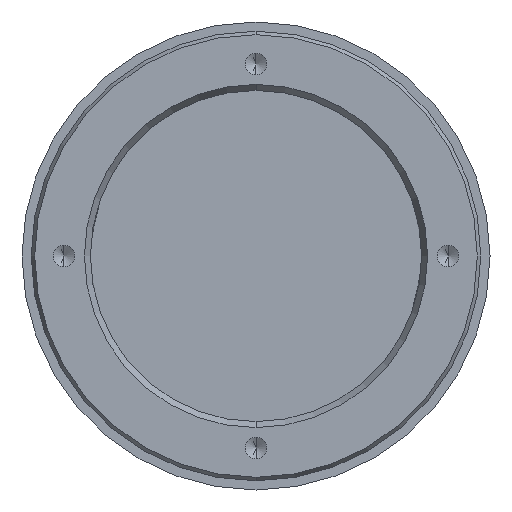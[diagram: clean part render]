
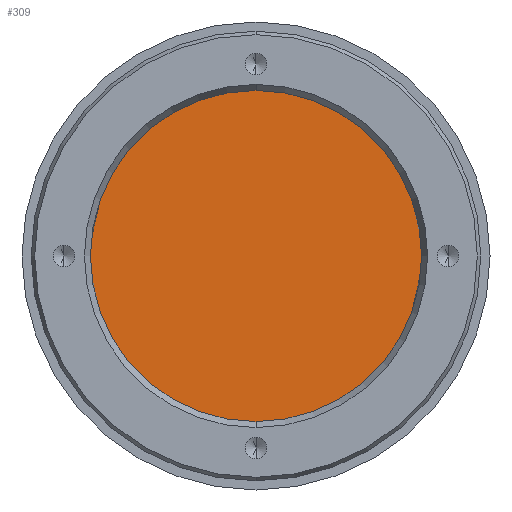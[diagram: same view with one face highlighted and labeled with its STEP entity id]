
A CAD part, front view. The second image highlights one B-rep face of the part: STEP entity #309.
In plain terms, the highlighted planar face has unit normal (0, -1, 0).
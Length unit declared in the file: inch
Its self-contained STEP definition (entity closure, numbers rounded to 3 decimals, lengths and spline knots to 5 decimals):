
#100 = CARTESIAN_POINT ( 'NONE',  ( 0., 1.1375, 0. ) ) ;
#227 = AXIS2_PLACEMENT_3D ( 'NONE', #100, #1733, #1055 ) ;
#285 = DIRECTION ( 'NONE',  ( 0., -1., 0. ) ) ;
#294 = ORIENTED_EDGE ( 'NONE', *, *, #427, .T. ) ;
#309 = ADVANCED_FACE ( 'NONE', ( #310 ), #1394, .F. ) ;
#310 = FACE_OUTER_BOUND ( 'NONE', #1257, .T. ) ;
#427 = EDGE_CURVE ( 'NONE', #1771, #1573, #1577, .T. ) ;
#554 = CARTESIAN_POINT ( 'NONE',  ( 0., 1.1375, -0.69 ) ) ;
#726 = CARTESIAN_POINT ( 'NONE',  ( 0., 1.1375, 0. ) ) ;
#757 = AXIS2_PLACEMENT_3D ( 'NONE', #726, #1134, #870 ) ;
#821 = CARTESIAN_POINT ( 'NONE',  ( 0., 1.1375, 0. ) ) ;
#870 = DIRECTION ( 'NONE',  ( 0., 0., 1. ) ) ;
#1055 = DIRECTION ( 'NONE',  ( 0., 0., 1. ) ) ;
#1100 = AXIS2_PLACEMENT_3D ( 'NONE', #821, #285, #1629 ) ;
#1130 = EDGE_CURVE ( 'NONE', #1573, #1771, #1728, .T. ) ;
#1134 = DIRECTION ( 'NONE',  ( 0., 1., 0. ) ) ;
#1158 = CARTESIAN_POINT ( 'NONE',  ( 0., 1.1375, 0.69 ) ) ;
#1257 = EDGE_LOOP ( 'NONE', ( #294, #1421 ) ) ;
#1394 = PLANE ( 'NONE',  #757 ) ;
#1421 = ORIENTED_EDGE ( 'NONE', *, *, #1130, .T. ) ;
#1573 = VERTEX_POINT ( 'NONE', #1158 ) ;
#1577 = CIRCLE ( 'NONE', #227, 0.69 ) ;
#1629 = DIRECTION ( 'NONE',  ( 0., 0., 1. ) ) ;
#1728 = CIRCLE ( 'NONE', #1100, 0.69 ) ;
#1733 = DIRECTION ( 'NONE',  ( 0., -1., 0. ) ) ;
#1771 = VERTEX_POINT ( 'NONE', #554 ) ;
